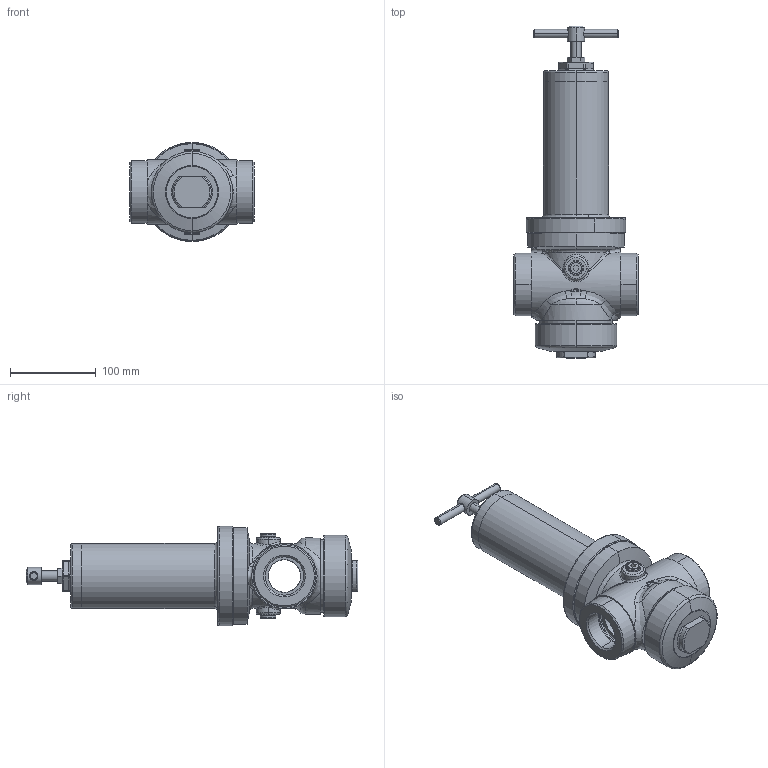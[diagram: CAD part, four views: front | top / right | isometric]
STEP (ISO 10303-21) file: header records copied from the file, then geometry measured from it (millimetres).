
FILE_DESCRIPTION (( 'STEP AP203' ), '1' );
FILE_NAME ('Typ 70-71 BG III G112 Ø99.STEP', '2017-12-13T13:09:38', ( '' ), ( '' ), 'SwSTEP 2.0', 'SolidWorks 2016', '' );
FILE_SCHEMA (( 'CONFIG_CONTROL_DESIGN' ));
Length unit declared in the file: millimetre
Products named in the file (1): Typ 70-71 BG III G112 Ø99
Bounding box: 145 x 388 x 115.89 mm (x, y, z)
Volume: 726176.5 mm3; surface area: 261632.7 mm2
Topology: 9 solids, 9 shells, 435 faces, 951 edges, 557 vertices
Faces by surface type: cylinder 119, cone 107, plane 85, torus 84, bspline 32, sphere 8
Entity records: 16290 total; most frequent: CARTESIAN_POINT 6791, DIRECTION 2081, ORIENTED_EDGE 1902, EDGE_CURVE 951, AXIS2_PLACEMENT_3D 909, VERTEX_POINT 557, CIRCLE 505, EDGE_LOOP 476
